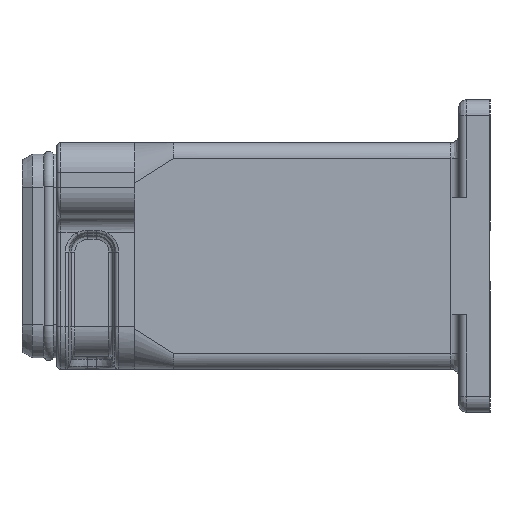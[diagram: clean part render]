
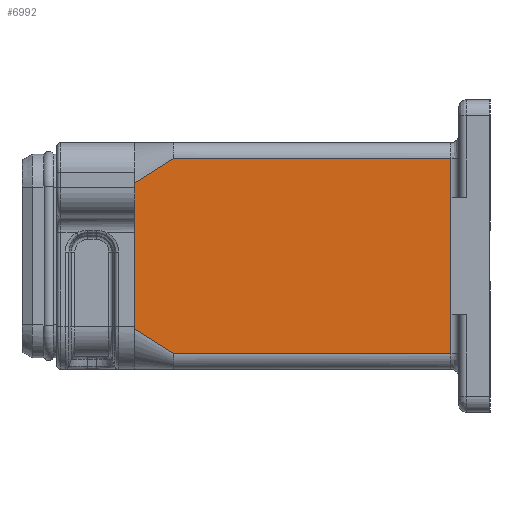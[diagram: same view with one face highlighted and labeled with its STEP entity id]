
A CAD part, left-side view. The second image highlights one B-rep face of the part: STEP entity #6992.
In plain terms, the highlighted planar face has unit normal (-1, 0, 0).
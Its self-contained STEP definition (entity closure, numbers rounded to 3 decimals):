
#6992=ADVANCED_FACE('3-0-289',(#8406),#7928,.T.);
#7928=PLANE('',#23006);
#8406=FACE_OUTER_BOUND('',#9316,.T.);
#9316=EDGE_LOOP('',(#11360,#11361,#11362,#11363,#11364,#11365,#11366,#11367,
#11368));
#11360=ORIENTED_EDGE('',*,*,#17768,.T.);
#11361=ORIENTED_EDGE('',*,*,#17769,.F.);
#11362=ORIENTED_EDGE('',*,*,#17770,.T.);
#11363=ORIENTED_EDGE('',*,*,#17771,.F.);
#11364=ORIENTED_EDGE('',*,*,#17434,.F.);
#11365=ORIENTED_EDGE('',*,*,#17756,.F.);
#11366=ORIENTED_EDGE('',*,*,#17758,.F.);
#11367=ORIENTED_EDGE('',*,*,#17767,.T.);
#11368=ORIENTED_EDGE('',*,*,#17687,.F.);
#15816=VERTEX_POINT('',#28412);
#15817=VERTEX_POINT('',#28413);
#15994=VERTEX_POINT('',#29275);
#15995=VERTEX_POINT('',#29277);
#16037=VERTEX_POINT('',#29537);
#16038=VERTEX_POINT('',#29560);
#16043=VERTEX_POINT('',#29597);
#16044=VERTEX_POINT('',#29599);
#16045=VERTEX_POINT('',#29601);
#17434=EDGE_CURVE('',#15816,#15817,#19933,.T.);
#17687=EDGE_CURVE('',#15994,#15995,#20072,.T.);
#17756=EDGE_CURVE('',#16037,#15816,#20106,.T.);
#17758=EDGE_CURVE('',#16038,#16037,#20107,.T.);
#17767=EDGE_CURVE('',#16038,#15995,#20111,.T.);
#17768=EDGE_CURVE('',#15994,#16043,#20112,.T.);
#17769=EDGE_CURVE('',#16044,#16043,#20113,.T.);
#17770=EDGE_CURVE('',#16044,#16045,#20114,.T.);
#17771=EDGE_CURVE('',#15817,#16045,#20115,.T.);
#19933=LINE('',#28411,#21301);
#20072=LINE('',#29276,#21440);
#20106=LINE('',#29538,#21474);
#20107=LINE('',#29561,#21475);
#20111=LINE('',#29594,#21479);
#20112=LINE('',#29596,#21480);
#20113=LINE('',#29598,#21481);
#20114=LINE('',#29600,#21482);
#20115=LINE('',#29602,#21483);
#21301=VECTOR('',#24179,1.);
#21440=VECTOR('',#24620,1.);
#21474=VECTOR('',#24742,1.);
#21475=VECTOR('',#24745,1.);
#21479=VECTOR('',#24767,1.);
#21480=VECTOR('',#24770,1.);
#21481=VECTOR('',#24771,1.);
#21482=VECTOR('',#24772,1.);
#21483=VECTOR('',#24773,1.);
#23006=AXIS2_PLACEMENT_3D('',#29603,#24774,#24775);
#24179=DIRECTION('',(0.,0.,1.));
#24620=DIRECTION('',(0.,0.,-1.));
#24742=DIRECTION('',(0.,0.844,0.537));
#24745=DIRECTION('',(0.,1.,0.));
#24767=DIRECTION('',(0.,0.,1.));
#24770=DIRECTION('',(0.,0.,1.));
#24771=DIRECTION('',(0.,-1.,0.));
#24772=DIRECTION('',(0.,0.844,-0.537));
#24773=DIRECTION('',(0.,0.,1.));
#24774=DIRECTION('',(-1.,0.,0.));
#24775=DIRECTION('',(0.,0.,1.));
#28411=CARTESIAN_POINT('',(-78.1,0.,-18.636));
#28412=CARTESIAN_POINT('',(-78.1,0.,-18.636));
#28413=CARTESIAN_POINT('',(-78.1,0.,6.889));
#29275=CARTESIAN_POINT('',(-78.1,-81.,15.));
#29276=CARTESIAN_POINT('',(-78.1,-81.,15.));
#29277=CARTESIAN_POINT('',(-78.1,-81.,-15.));
#29537=CARTESIAN_POINT('',(-78.1,-10.,-25.));
#29538=CARTESIAN_POINT('',(-78.1,-10.,-25.));
#29560=CARTESIAN_POINT('',(-78.1,-81.,-25.));
#29561=CARTESIAN_POINT('',(-78.1,-81.,-25.));
#29594=CARTESIAN_POINT('',(-78.1,-81.,-25.));
#29596=CARTESIAN_POINT('',(-78.1,-81.,15.));
#29597=CARTESIAN_POINT('',(-78.1,-81.,25.));
#29598=CARTESIAN_POINT('',(-78.1,-10.,25.));
#29599=CARTESIAN_POINT('',(-78.1,-10.,25.));
#29600=CARTESIAN_POINT('',(-78.1,-10.,25.));
#29601=CARTESIAN_POINT('',(-78.1,0.,18.636));
#29602=CARTESIAN_POINT('',(-78.1,0.,-18.636));
#29603=CARTESIAN_POINT('',(-78.1,1.13,25.13));
